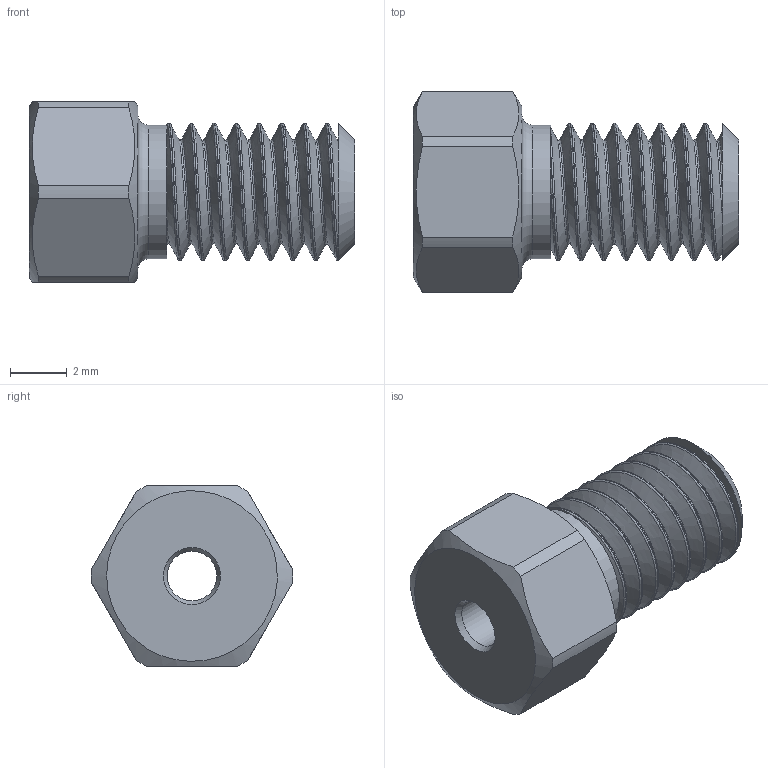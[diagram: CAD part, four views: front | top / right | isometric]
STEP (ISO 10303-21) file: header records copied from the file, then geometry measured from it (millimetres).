
FILE_DESCRIPTION((''),'2;1');
FILE_NAME('310104-ZN1PK Internal nut.stp','2013-08-20T12:46:28',('Franzp'),(''),'Autodesk Inventor 2013','Autodesk Inventor 2013','');
FILE_SCHEMA(('AUTOMOTIVE_DESIGN { 1 0 10303 214 1 1 1 1 }'));
Length unit declared in the file: millimetre
Products named in the file (1): 330104
Bounding box: 11.43 x 7.1 x 6.35 mm (x, y, z)
Volume: 215.7 mm3; surface area: 529.4 mm2
Topology: 2 solids, 2 shells, 35 faces, 83 edges, 55 vertices
Faces by surface type: plane 13, cylinder 11, bspline 6, cone 4, torus 1
Full cylindrical faces by diameter (mm): 1.75 x1, 3.649 x2, 4.699 x1
Entity records: 3874 total; most frequent: CARTESIAN_POINT 3144, ORIENTED_EDGE 142, DIRECTION 128, EDGE_CURVE 71, AXIS2_PLACEMENT_3D 58, VERTEX_POINT 52, EDGE_LOOP 51, FACE_OUTER_BOUND 35
